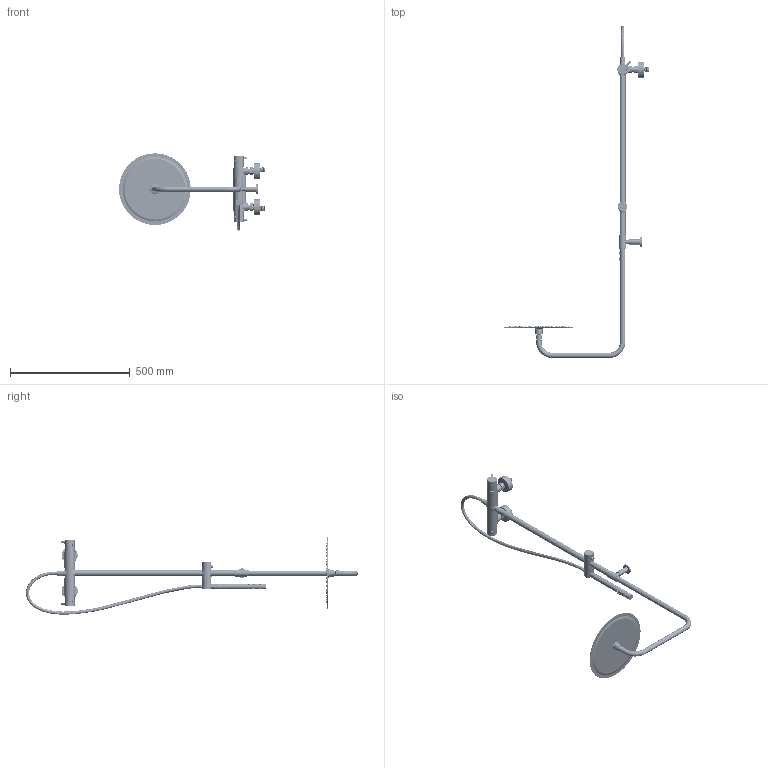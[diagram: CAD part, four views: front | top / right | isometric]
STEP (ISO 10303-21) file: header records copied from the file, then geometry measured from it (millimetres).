
FILE_DESCRIPTION (( 'STEP AP203' ), '1' );
FILE_NAME ('39DP07610.STEP', '2025-08-19T06:58:47', ( '' ), ( '' ), 'SwSTEP 2.0', 'SolidWorks 2021', '' );
FILE_SCHEMA (( 'CONFIG_CONTROL_DESIGN' ));
Length unit declared in the file: millimetre
Products named in the file (1): 39DP07610
Bounding box: 610.4 x 1388.44 x 323.64 mm (x, y, z)
Surface area: 987321 mm2 (no closed solid volume)
Topology: 0 solids, 41 shells, 6389 faces, 16161 edges, 10578 vertices
Faces by surface type: bspline 2013, cylinder 1955, plane 1270, cone 1038, torus 87, sphere 26
Entity records: 296818 total; most frequent: CARTESIAN_POINT 149769, ORIENTED_EDGE 32262, DIRECTION 29218, EDGE_CURVE 16133, AXIS2_PLACEMENT_3D 12430, VERTEX_POINT 10578, CIRCLE 8053, EDGE_LOOP 7767
